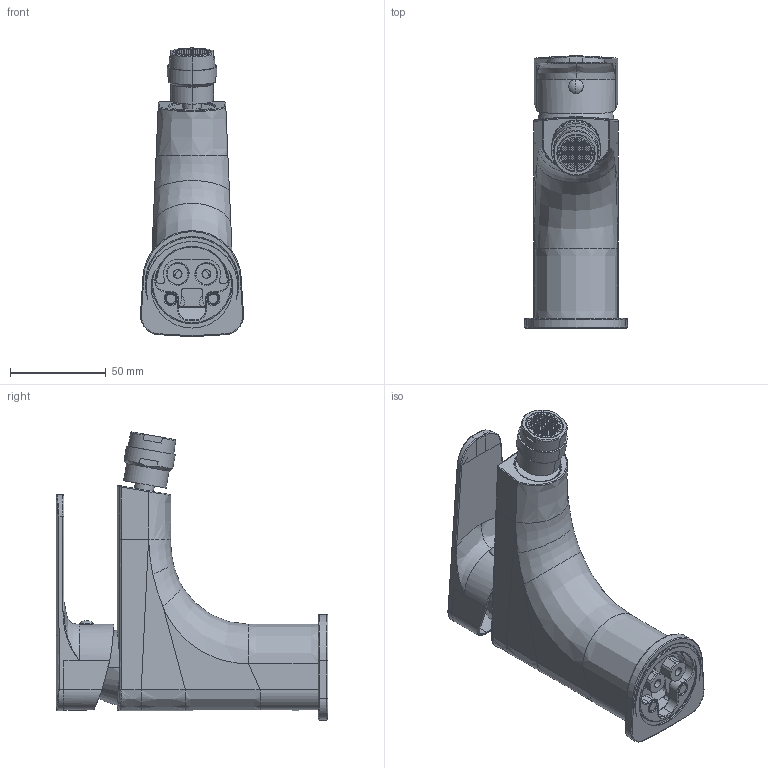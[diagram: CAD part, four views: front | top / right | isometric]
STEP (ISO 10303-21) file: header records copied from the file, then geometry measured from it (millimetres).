
FILE_DESCRIPTION((''),'2;1');
FILE_NAME('SY131CR','2021-05-04T11:41:45',('ut3'),('PAFFONI SpA'),'CREO PARAMETRIC BY PTC INC, 2020044','CREO PARAMETRIC BY PTC INC, 2020044','');
FILE_SCHEMA(('CONFIG_CONTROL_DESIGN','SHAPE_APPEARANCE_LAYERS_GROUPS'));
Products named in the file (1): SY131CR
Bounding box: 53.78 x 141.8 x 150.2 mm (x, y, z)
Volume: 169852.8 mm3; surface area: 108869.5 mm2
Topology: 2 solids, 2 shells, 2873 faces, 8223 edges, 5344 vertices
Faces by surface type: plane 2109, cylinder 396, torus 145, bspline 139, cone 70, sphere 12, extrusion 2
Entity records: 117889 total; most frequent: CARTESIAN_POINT 30535, ORIENTED_EDGE 16422, DIRECTION 15227, EDGE_CURVE 8211, VERTEX_POINT 5344, VECTOR 5269, LINE 5267, AXIS2_PLACEMENT_3D 4979
